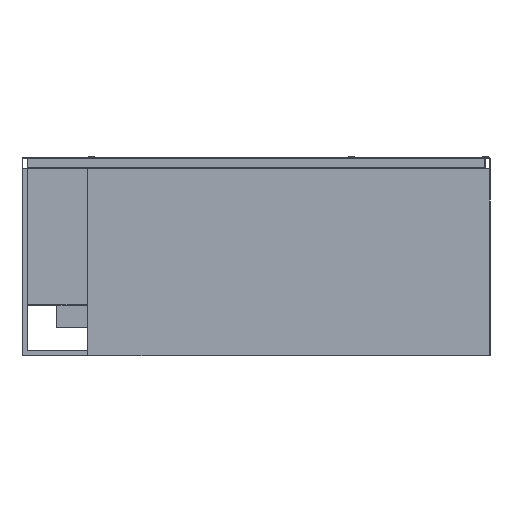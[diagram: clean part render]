
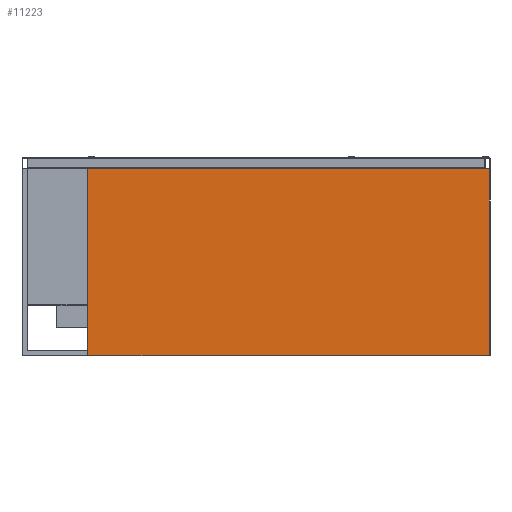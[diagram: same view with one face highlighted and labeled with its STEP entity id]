
A CAD part, front view. The second image highlights one B-rep face of the part: STEP entity #11223.
In plain terms, the highlighted planar face has unit normal (0, -1, 0).
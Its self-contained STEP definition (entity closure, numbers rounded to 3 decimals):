
#662 = ORIENTED_EDGE ( 'NONE', *, *, #17894, .T. ) ;
#788 = CARTESIAN_POINT ( 'NONE',  ( 770.5, -325., -42. ) ) ;
#815 = LINE ( 'NONE', #5580, #14059 ) ;
#953 = EDGE_CURVE ( 'NONE', #8629, #17196, #815, .T. ) ;
#2418 = EDGE_CURVE ( 'NONE', #15789, #8629, #19086, .T. ) ;
#2530 = ORIENTED_EDGE ( 'NONE', *, *, #2418, .T. ) ;
#3391 = DIRECTION ( 'NONE',  ( 0., 0., -1. ) ) ;
#3410 = VECTOR ( 'NONE', #8086, 1000. ) ;
#3602 = LINE ( 'NONE', #11428, #3410 ) ;
#5288 = DIRECTION ( 'NONE',  ( 0., 0., 1. ) ) ;
#5580 = CARTESIAN_POINT ( 'NONE',  ( -770.5, -325., -760. ) ) ;
#5928 = EDGE_CURVE ( 'NONE', #10196, #15789, #8246, .T. ) ;
#6415 = CARTESIAN_POINT ( 'NONE',  ( -770.5, -325., -42. ) ) ;
#7015 = DIRECTION ( 'NONE',  ( 0., 0., -1. ) ) ;
#7162 = AXIS2_PLACEMENT_3D ( 'NONE', #10825, #9403, #3391 ) ;
#7979 = FACE_OUTER_BOUND ( 'NONE', #18359, .T. ) ;
#8086 = DIRECTION ( 'NONE',  ( 1., 0., 0. ) ) ;
#8246 = LINE ( 'NONE', #19201, #9010 ) ;
#8629 = VERTEX_POINT ( 'NONE', #6415 ) ;
#9010 = VECTOR ( 'NONE', #5288, 1000. ) ;
#9372 = CARTESIAN_POINT ( 'NONE',  ( -772.5, -325., -42. ) ) ;
#9403 = DIRECTION ( 'NONE',  ( 0., -1., 0. ) ) ;
#10196 = VERTEX_POINT ( 'NONE', #13619 ) ;
#10774 = ORIENTED_EDGE ( 'NONE', *, *, #953, .T. ) ;
#10825 = CARTESIAN_POINT ( 'NONE',  ( -772.5, -325., -760. ) ) ;
#11223 = ADVANCED_FACE ( 'Fl�che8', ( #7979 ), #14174, .T. ) ;
#11428 = CARTESIAN_POINT ( 'NONE',  ( -772.5, -325., -758. ) ) ;
#12916 = CARTESIAN_POINT ( 'NONE',  ( -770.5, -325., -758. ) ) ;
#13075 = ORIENTED_EDGE ( 'NONE', *, *, #5928, .T. ) ;
#13619 = CARTESIAN_POINT ( 'NONE',  ( 770.5, -325., -758. ) ) ;
#14059 = VECTOR ( 'NONE', #7015, 1000. ) ;
#14174 = PLANE ( 'NONE',  #7162 ) ;
#15638 = VECTOR ( 'NONE', #15918, 1000. ) ;
#15789 = VERTEX_POINT ( 'NONE', #788 ) ;
#15918 = DIRECTION ( 'NONE',  ( -1., 0., 0. ) ) ;
#17196 = VERTEX_POINT ( 'NONE', #12916 ) ;
#17894 = EDGE_CURVE ( 'NONE', #17196, #10196, #3602, .T. ) ;
#18359 = EDGE_LOOP ( 'NONE', ( #2530, #10774, #662, #13075 ) ) ;
#19086 = LINE ( 'NONE', #9372, #15638 ) ;
#19201 = CARTESIAN_POINT ( 'NONE',  ( 770.5, -325., -760. ) ) ;
